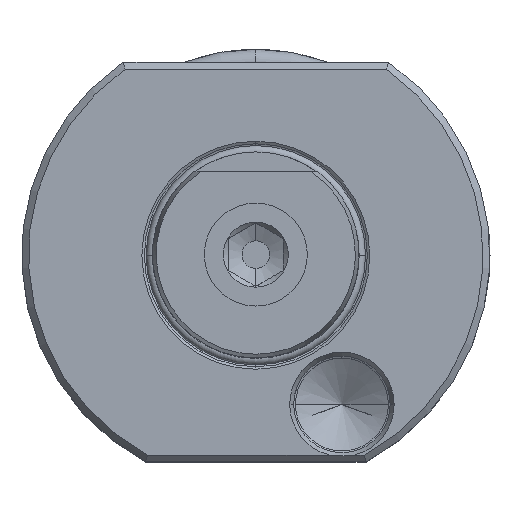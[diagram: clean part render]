
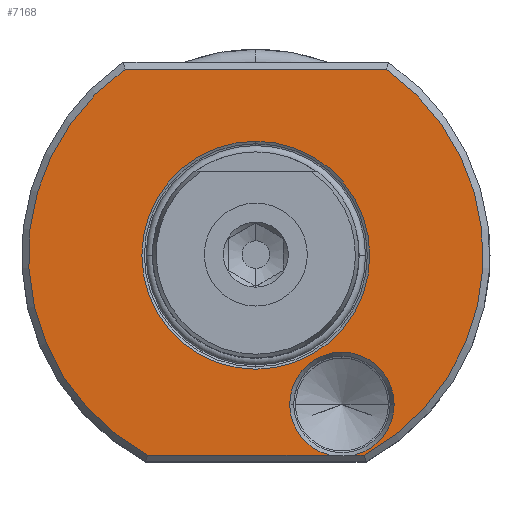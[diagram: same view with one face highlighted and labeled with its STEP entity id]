
A CAD part, top view. The second image highlights one B-rep face of the part: STEP entity #7168.
In plain terms, the highlighted planar face has unit normal (0, 0, 1).
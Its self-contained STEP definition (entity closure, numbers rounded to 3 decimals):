
#2660=CARTESIAN_POINT('',(0,0,0.5));
#2661=DIRECTION('',(0,0,1));
#2662=DIRECTION('',(0,1,0));
#2663=AXIS2_PLACEMENT_3D('',#2660,#2661,#2662);
#2665=CARTESIAN_POINT('',(0,0,0.5));
#2666=DIRECTION('',(0,0,-1));
#2667=DIRECTION('',(0,1,0));
#2668=AXIS2_PLACEMENT_3D('',#2665,#2666,#2667);
#2670=DIRECTION('',(-1,0,0));
#2671=VECTOR('',#2670,37.947);
#2672=CARTESIAN_POINT('',(18.974,27,0.5));
#2673=LINE('',#2672,#2671);
#2674=CARTESIAN_POINT('',(0,0,0.5));
#2675=DIRECTION('',(0,0,1));
#2676=DIRECTION('',(0.477,-0.879,0));
#2677=AXIS2_PLACEMENT_3D('',#2674,#2675,#2676);
#2679=DIRECTION('',(1,0,0));
#2680=VECTOR('',#2679,1.403);
#2681=CARTESIAN_POINT('',(14.345,-29,0.5));
#2682=LINE('',#2681,#2680);
#2683=CARTESIAN_POINT('',(12.5,-21.651,0.5));
#2684=DIRECTION('',(0,0,1));
#2685=DIRECTION('',(0.244,-0.97,0));
#2686=AXIS2_PLACEMENT_3D('',#2683,#2684,#2685);
#2688=CARTESIAN_POINT('',(12.5,-21.651,0.5));
#2689=DIRECTION('',(0,0,1));
#2690=DIRECTION('',(1,0,0));
#2691=AXIS2_PLACEMENT_3D('',#2688,#2689,#2690);
#2693=CARTESIAN_POINT('',(12.5,-21.651,0.5));
#2694=DIRECTION('',(0,0,1));
#2695=DIRECTION('',(-1,0,0));
#2696=AXIS2_PLACEMENT_3D('',#2693,#2694,#2695);
#2698=DIRECTION('',(1,0,0));
#2699=VECTOR('',#2698,26.403);
#2700=CARTESIAN_POINT('',(-15.748,-29,0.5));
#2701=LINE('',#2700,#2699);
#2702=CARTESIAN_POINT('',(0,0,0.5));
#2703=DIRECTION('',(0,0,1));
#2704=DIRECTION('',(-0.575,0.818,0));
#2705=AXIS2_PLACEMENT_3D('',#2702,#2703,#2704);
#2707=CARTESIAN_POINT('',(-18.974,27,0.5));
#2717=CARTESIAN_POINT('',(-15.748,-29,0.5));
#2858=CARTESIAN_POINT('',(18.974,27,0.5));
#2860=CARTESIAN_POINT('',(15.748,-29,0.5));
#3618=CARTESIAN_POINT('',(0,16.55,0.5));
#3620=VERTEX_POINT('',#3618);
#3624=CARTESIAN_POINT('',(0,-16.55,0.5));
#3626=VERTEX_POINT('',#3624);
#3822=CARTESIAN_POINT('',(20.078,-21.651,0.5));
#3823=CARTESIAN_POINT('',(4.923,-21.651,0.5));
#3824=VERTEX_POINT('',#3822);
#3825=VERTEX_POINT('',#3823);
#3996=VERTEX_POINT('',#2707);
#4000=VERTEX_POINT('',#2858);
#4006=VERTEX_POINT('',#2860);
#4008=CARTESIAN_POINT('',(14.345,-29,0.5));
#4009=VERTEX_POINT('',#4008);
#4011=VERTEX_POINT('',#2717);
#4012=CARTESIAN_POINT('',(10.655,-29,0.5));
#4013=VERTEX_POINT('',#4012);
#7141=CARTESIAN_POINT('',(0,0,0.5));
#7142=DIRECTION('',(0,0,-1));
#7143=DIRECTION('',(0,-1,0));
#7144=AXIS2_PLACEMENT_3D('',#7141,#7142,#7143);
#7145=PLANE('',#7144);
#7147=ORIENTED_EDGE('',*,*,#7146,.F.);
#7149=ORIENTED_EDGE('',*,*,#7148,.F.);
#7151=ORIENTED_EDGE('',*,*,#7150,.F.);
#7153=ORIENTED_EDGE('',*,*,#7152,.T.);
#7155=ORIENTED_EDGE('',*,*,#7154,.T.);
#7157=ORIENTED_EDGE('',*,*,#7156,.T.);
#7159=ORIENTED_EDGE('',*,*,#7158,.F.);
#7161=ORIENTED_EDGE('',*,*,#7160,.F.);
#7162=EDGE_LOOP('',(#7147,#7149,#7151,#7153,#7155,#7157,#7159,#7161));
#7163=FACE_OUTER_BOUND('',#7162,.F.);
#7164=ORIENTED_EDGE('',*,*,#7123,.T.);
#7165=ORIENTED_EDGE('',*,*,#7134,.F.);
#7166=EDGE_LOOP('',(#7164,#7165));
#7167=FACE_BOUND('',#7166,.F.);
#7168=ADVANCED_FACE('',(#7163,#7167),#7145,.F.);
#2664=CIRCLE('',#2663,16.55);
#2669=CIRCLE('',#2668,16.55);
#2678=CIRCLE('',#2677,33);
#2687=CIRCLE('',#2686,7.578);
#2692=CIRCLE('',#2691,7.578);
#2697=CIRCLE('',#2696,7.578);
#2706=CIRCLE('',#2705,33);
#7123=EDGE_CURVE('',#3620,#3626,#2664,.T.);
#7134=EDGE_CURVE('',#3620,#3626,#2669,.T.);
#7146=EDGE_CURVE('',#4000,#3996,#2673,.T.);
#7148=EDGE_CURVE('',#4006,#4000,#2678,.T.);
#7150=EDGE_CURVE('',#4009,#4006,#2682,.T.);
#7152=EDGE_CURVE('',#4009,#3824,#2687,.T.);
#7154=EDGE_CURVE('',#3824,#3825,#2692,.T.);
#7156=EDGE_CURVE('',#3825,#4013,#2697,.T.);
#7158=EDGE_CURVE('',#4011,#4013,#2701,.T.);
#7160=EDGE_CURVE('',#3996,#4011,#2706,.T.);
